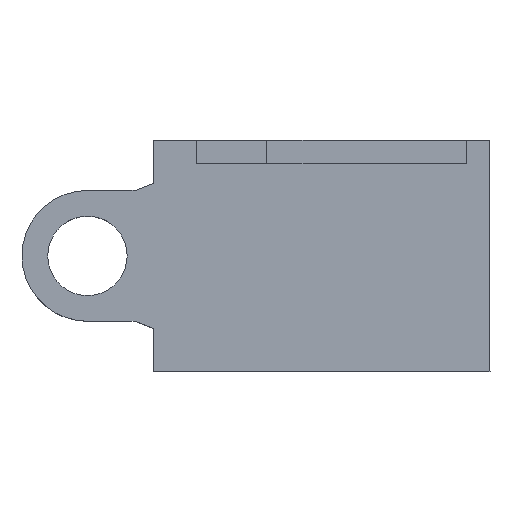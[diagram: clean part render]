
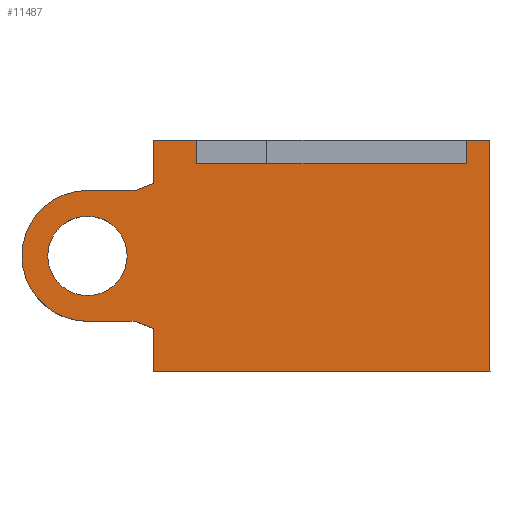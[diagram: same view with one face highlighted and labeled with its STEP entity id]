
A CAD part, top view. The second image highlights one B-rep face of the part: STEP entity #11487.
In plain terms, the highlighted planar face has unit normal (0, 0, 1).
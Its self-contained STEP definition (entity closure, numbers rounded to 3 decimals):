
#645=FACE_BOUND('',#1794,.T.);
#679=PLANE('',#12196);
#1166=FACE_OUTER_BOUND('',#1793,.T.);
#1793=EDGE_LOOP('',(#8092,#8093,#8094,#8095,#8096,#8097,#8098,#8099,#8100,
#8101,#8102,#8103,#8104,#8105,#8106));
#1794=EDGE_LOOP('',(#8107));
#2447=CIRCLE('',#12197,2.8);
#2448=CIRCLE('',#12198,1.7);
#2544=LINE('',#16311,#3936);
#2551=LINE('',#16332,#3943);
#2552=LINE('',#16334,#3944);
#2553=LINE('',#16336,#3945);
#2554=LINE('',#16338,#3946);
#2555=LINE('',#16340,#3947);
#2556=LINE('',#16342,#3948);
#2557=LINE('',#16344,#3949);
#2558=LINE('',#16346,#3950);
#2559=LINE('',#16348,#3951);
#2560=LINE('',#16350,#3952);
#2561=LINE('',#16351,#3953);
#2562=LINE('',#16353,#3954);
#2563=LINE('',#16354,#3955);
#3936=VECTOR('',#13114,10.);
#3943=VECTOR('',#13131,10.);
#3944=VECTOR('',#13132,10.);
#3945=VECTOR('',#13133,10.);
#3946=VECTOR('',#13134,10.);
#3947=VECTOR('',#13135,10.);
#3948=VECTOR('',#13136,10.);
#3949=VECTOR('',#13137,10.);
#3950=VECTOR('',#13138,10.);
#3951=VECTOR('',#13139,10.);
#3952=VECTOR('',#13140,10.);
#3953=VECTOR('',#13141,10.);
#3954=VECTOR('',#13142,10.);
#3955=VECTOR('',#13143,10.);
#5327=VERTEX_POINT('',#16308);
#5328=VERTEX_POINT('',#16310);
#5335=VERTEX_POINT('',#16328);
#5336=VERTEX_POINT('',#16329);
#5337=VERTEX_POINT('',#16331);
#5338=VERTEX_POINT('',#16333);
#5339=VERTEX_POINT('',#16335);
#5340=VERTEX_POINT('',#16337);
#5341=VERTEX_POINT('',#16339);
#5342=VERTEX_POINT('',#16341);
#5343=VERTEX_POINT('',#16343);
#5344=VERTEX_POINT('',#16345);
#5345=VERTEX_POINT('',#16347);
#5346=VERTEX_POINT('',#16349);
#5347=VERTEX_POINT('',#16352);
#5348=VERTEX_POINT('',#16355);
#6404=EDGE_CURVE('',#5327,#5328,#2544,.T.);
#6413=EDGE_CURVE('',#5335,#5336,#2447,.T.);
#6414=EDGE_CURVE('',#5336,#5337,#2551,.T.);
#6415=EDGE_CURVE('',#5337,#5338,#2552,.T.);
#6416=EDGE_CURVE('',#5339,#5338,#2553,.T.);
#6417=EDGE_CURVE('',#5340,#5339,#2554,.T.);
#6418=EDGE_CURVE('',#5341,#5340,#2555,.T.);
#6419=EDGE_CURVE('',#5342,#5341,#2556,.T.);
#6420=EDGE_CURVE('',#5343,#5342,#2557,.T.);
#6421=EDGE_CURVE('',#5344,#5343,#2558,.T.);
#6422=EDGE_CURVE('',#5344,#5345,#2559,.T.);
#6423=EDGE_CURVE('',#5345,#5346,#2560,.T.);
#6424=EDGE_CURVE('',#5346,#5328,#2561,.T.);
#6425=EDGE_CURVE('',#5327,#5347,#2562,.T.);
#6426=EDGE_CURVE('',#5347,#5335,#2563,.T.);
#6427=EDGE_CURVE('',#5348,#5348,#2448,.T.);
#8092=ORIENTED_EDGE('',*,*,#6413,.T.);
#8093=ORIENTED_EDGE('',*,*,#6414,.T.);
#8094=ORIENTED_EDGE('',*,*,#6415,.T.);
#8095=ORIENTED_EDGE('',*,*,#6416,.F.);
#8096=ORIENTED_EDGE('',*,*,#6417,.F.);
#8097=ORIENTED_EDGE('',*,*,#6418,.F.);
#8098=ORIENTED_EDGE('',*,*,#6419,.F.);
#8099=ORIENTED_EDGE('',*,*,#6420,.F.);
#8100=ORIENTED_EDGE('',*,*,#6421,.F.);
#8101=ORIENTED_EDGE('',*,*,#6422,.T.);
#8102=ORIENTED_EDGE('',*,*,#6423,.T.);
#8103=ORIENTED_EDGE('',*,*,#6424,.T.);
#8104=ORIENTED_EDGE('',*,*,#6404,.F.);
#8105=ORIENTED_EDGE('',*,*,#6425,.T.);
#8106=ORIENTED_EDGE('',*,*,#6426,.T.);
#8107=ORIENTED_EDGE('',*,*,#6427,.T.);
#11487=ADVANCED_FACE('',(#1166,#645),#679,.T.);
#12196=AXIS2_PLACEMENT_3D('',#16327,#13127,#13128);
#12197=AXIS2_PLACEMENT_3D('',#16330,#13129,#13130);
#12198=AXIS2_PLACEMENT_3D('',#16356,#13144,#13145);
#13114=DIRECTION('',(0.,1.,0.));
#13127=DIRECTION('center_axis',(0.,0.,
1.));
#13128=DIRECTION('ref_axis',(-1.,0.,0.));
#13129=DIRECTION('center_axis',(0.,0.,
1.));
#13130=DIRECTION('ref_axis',(1.,0.,0.));
#13131=DIRECTION('',(1.,0.,0.));
#13132=DIRECTION('',(0.931,-0.364,0.));
#13133=DIRECTION('',(0.,1.,0.));
#13134=DIRECTION('',(-1.,0.,0.));
#13135=DIRECTION('',(0.,-1.,0.));
#13136=DIRECTION('',(1.,0.,0.));
#13137=DIRECTION('',(0.,1.,0.));
#13138=DIRECTION('',(1.,0.,0.));
#13139=DIRECTION('',(-1.,0.,0.));
#13140=DIRECTION('',(0.,1.,0.));
#13141=DIRECTION('',(-1.,0.,0.));
#13142=DIRECTION('',(-0.931,-0.364,0.));
#13143=DIRECTION('',(-1.,0.,0.));
#13144=DIRECTION('center_axis',(0.,0.,
-1.));
#13145=DIRECTION('ref_axis',(1.,0.,0.));
#16308=CARTESIAN_POINT('',(-4.11,5.037,9.94));
#16310=CARTESIAN_POINT('',(-4.11,6.878,9.94));
#16311=CARTESIAN_POINT('',(-4.11,-2.022,9.94));
#16327=CARTESIAN_POINT('Origin',(-3.11,5.878,9.94));
#16328=CARTESIAN_POINT('',(-6.94,4.728,9.94));
#16329=CARTESIAN_POINT('',(-6.94,-0.872,9.94));
#16330=CARTESIAN_POINT('Origin',(-6.94,1.928,9.94));
#16331=CARTESIAN_POINT('',(-4.902,-0.872,9.94));
#16332=CARTESIAN_POINT('',(-4.025,-0.872,9.94));
#16333=CARTESIAN_POINT('',(-4.11,-1.182,9.94));
#16334=CARTESIAN_POINT('',(-4.037,-1.211,9.94));
#16335=CARTESIAN_POINT('',(-4.11,-3.022,9.94));
#16336=CARTESIAN_POINT('',(-4.11,-2.022,9.94));
#16337=CARTESIAN_POINT('',(10.29,-3.022,9.94));
#16338=CARTESIAN_POINT('',(9.29,-3.022,9.94));
#16339=CARTESIAN_POINT('',(10.29,6.878,9.94));
#16340=CARTESIAN_POINT('',(10.29,5.878,9.94));
#16341=CARTESIAN_POINT('',(9.29,6.878,9.94));
#16342=CARTESIAN_POINT('',(9.29,6.878,9.94));
#16343=CARTESIAN_POINT('',(9.29,5.878,9.94));
#16344=CARTESIAN_POINT('',(9.29,5.878,9.94));
#16345=CARTESIAN_POINT('',(0.74,5.878,9.94));
#16346=CARTESIAN_POINT('',(3.315,5.878,9.94));
#16347=CARTESIAN_POINT('',(-2.26,5.878,9.94));
#16348=CARTESIAN_POINT('',(-1.185,5.878,9.94));
#16349=CARTESIAN_POINT('',(-2.26,6.878,9.94));
#16350=CARTESIAN_POINT('',(-2.26,6.378,9.94));
#16351=CARTESIAN_POINT('',(-1.961,6.878,9.94));
#16352=CARTESIAN_POINT('',(-4.902,4.728,9.94));
#16353=CARTESIAN_POINT('',(-3.912,5.115,9.94));
#16354=CARTESIAN_POINT('',(-5.025,4.728,9.94));
#16355=CARTESIAN_POINT('',(-6.94,3.628,9.94));
#16356=CARTESIAN_POINT('Origin',(-6.94,1.928,9.94));
